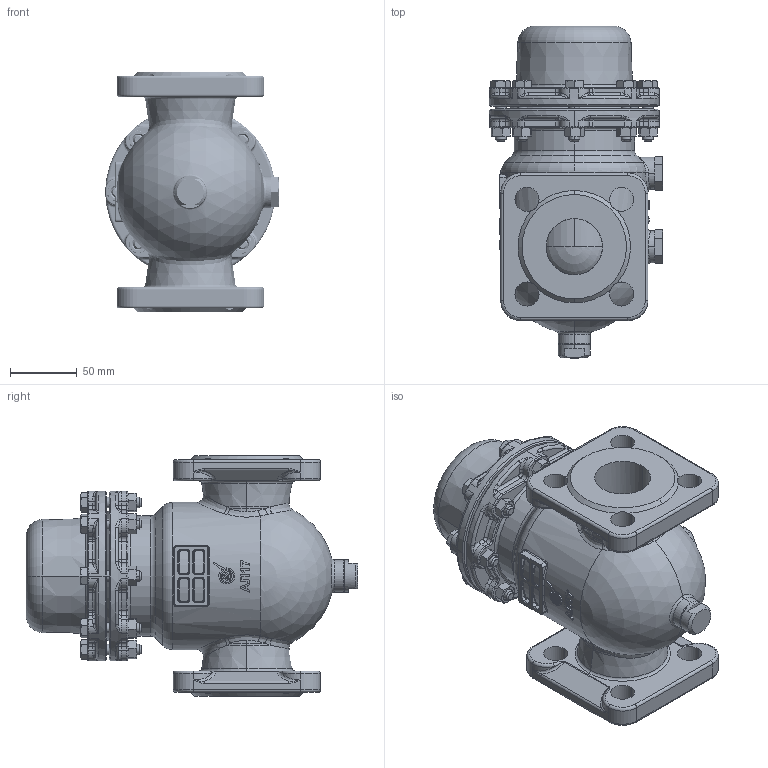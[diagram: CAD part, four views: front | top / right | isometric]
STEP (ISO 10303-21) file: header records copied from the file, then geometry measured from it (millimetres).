
FILE_DESCRIPTION (( 'STEP AP203' ), '1' );
FILE_NAME ('埼-40 (32).STEP', '2019-11-29T06:02:34', ( '' ), ( '' ), 'SwSTEP 2.0', 'SolidWorks 2018', '' );
FILE_SCHEMA (( 'CONFIG_CONTROL_DESIGN' ));
Length unit declared in the file: millimetre
Products named in the file (17): 538-01-12 (Óïëîòíèòåëü); 538-01-11 (Êðûøêà); 鍔錓; 538-06-01 (挓鍣憵); Ãàéêà_ƒ ©ª ; 538-06-02 (扻錪犩); 538-01-13 (青汶篪赅); 538-ﾑﾁ6 (ﾎ魵瑙韃); 扻錪犩; 538-05-01 (Îáå÷àéêà âíóòð.); 栖闉罻1; 538-05-02 (挓毿骫罻 碴氂.); 538; 538-05-03 (挓鍣憵); 埼-40 (32); 538-捘5 (婰錪襝); 538-01-10 (暑痫篑)_538-01-10-01 (姰喁汜) DN32
Assembly tree (31 placements, depth 4):
  埼-40 (32)
    538-01-10 (暑痫篑)_538-01-10-01 (姰喁汜) DN32
    538-01-11 (Êðûøêà)
    538-捘5 (婰錪襝)
      538-ﾑﾁ6 (ﾎ魵瑙韃)
        538-06-01 (挓鍣憵)
        538-06-02 (扻錪犩)
      538-05-01 (Îáå÷àéêà âíóòð.)
      538-05-02 (挓毿骫罻 碴氂.)
      538-05-03 (挓鍣憵)
    538-01-12 (Óïëîòíèòåëü)
    鍔錓  x8
    Ãàéêà_ƒ ©ª   x8
    栖闉罻1
      538-01-13 (青汶篪赅)
      扻錪犩
    538  x2
Bounding box: 129.5 x 248 x 180 mm (x, y, z)
Volume: 1312675.6 mm3; surface area: 381261.9 mm2
Topology: 32 solids, 32 shells, 2164 faces, 5621 edges, 3445 vertices
Faces by surface type: cylinder 974, plane 413, torus 330, cone 252, bspline 184, sphere 11
Entity records: 100410 total; most frequent: CARTESIAN_POINT 54994, ORIENTED_EDGE 9636, DIRECTION 8068, EDGE_CURVE 4818, AXIS2_PLACEMENT_3D 3268, VERTEX_POINT 3004, EDGE_LOOP 2320, FACE_OUTER_BOUND 1808
